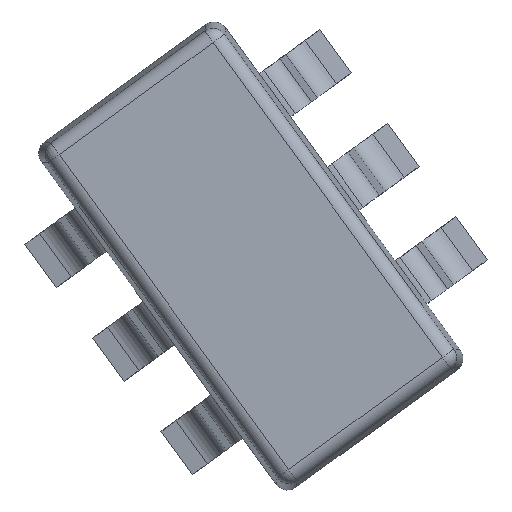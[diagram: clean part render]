
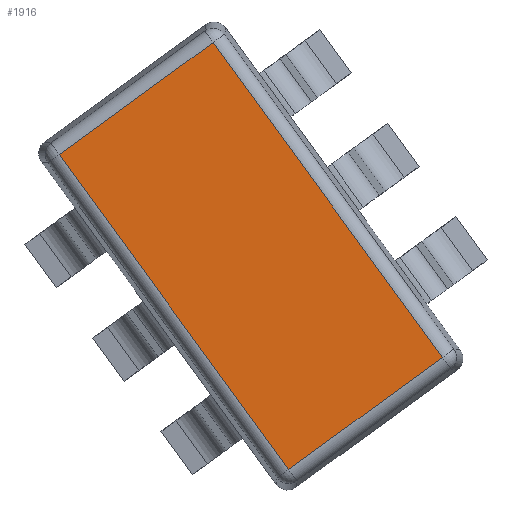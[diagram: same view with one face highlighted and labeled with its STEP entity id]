
A CAD part, front view. The second image highlights one B-rep face of the part: STEP entity #1916.
In plain terms, the highlighted planar face has unit normal (0, -1, 0).
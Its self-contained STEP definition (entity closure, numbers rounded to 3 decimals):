
#622=ORIENTED_EDGE('',*,*,#966,.T.);
#623=ORIENTED_EDGE('',*,*,#967,.T.);
#624=ORIENTED_EDGE('',*,*,#968,.T.);
#625=ORIENTED_EDGE('',*,*,#969,.T.);
#966=EDGE_CURVE('',#1174,#1175,#1358,.F.);
#967=EDGE_CURVE('',#1175,#1176,#1359,.F.);
#968=EDGE_CURVE('',#1176,#1177,#1360,.F.);
#969=EDGE_CURVE('',#1177,#1174,#1361,.F.);
#1174=VERTEX_POINT('',#3243);
#1175=VERTEX_POINT('',#3244);
#1176=VERTEX_POINT('',#3246);
#1177=VERTEX_POINT('',#3248);
#1358=LINE('',#3242,#1546);
#1359=LINE('',#3245,#1547);
#1360=LINE('',#3247,#1548);
#1361=LINE('',#3249,#1549);
#1546=VECTOR('',#2633,1000.);
#1547=VECTOR('',#2634,1000.);
#1548=VECTOR('',#2635,1000.);
#1549=VECTOR('',#2636,1000.);
#1644=EDGE_LOOP('',(#622,#623,#624,#625));
#1752=FACE_BOUND('',#1644,.T.);
#1832=PLANE('',#2116);
#1916=ADVANCED_FACE('',(#1752),#1832,.T.);
#2116=AXIS2_PLACEMENT_3D('',#3241,#2631,#2632);
#2631=DIRECTION('',(0.,-1.,0.));
#2632=DIRECTION('',(0.,0.,-1.));
#2633=DIRECTION('',(-1.,0.,0.));
#2634=DIRECTION('',(0.,0.,-1.));
#2635=DIRECTION('',(1.,0.,0.));
#2636=DIRECTION('',(0.,0.,1.));
#3241=CARTESIAN_POINT('',(-1.5,-0.35,0.8));
#3242=CARTESIAN_POINT('',(1.457,-0.35,-0.669));
#3243=CARTESIAN_POINT('',(-1.369,-0.35,-0.669));
#3244=CARTESIAN_POINT('',(1.369,-0.35,-0.669));
#3245=CARTESIAN_POINT('',(1.369,-0.35,0.757));
#3246=CARTESIAN_POINT('',(1.369,-0.35,0.669));
#3247=CARTESIAN_POINT('',(-1.457,-0.35,0.669));
#3248=CARTESIAN_POINT('',(-1.369,-0.35,0.669));
#3249=CARTESIAN_POINT('',(-1.369,-0.35,-0.757));
